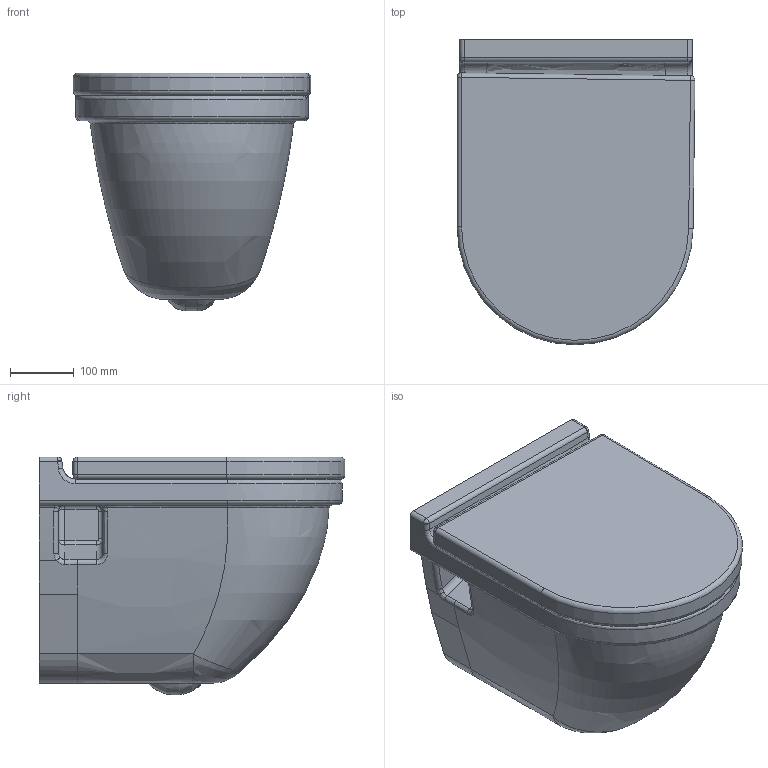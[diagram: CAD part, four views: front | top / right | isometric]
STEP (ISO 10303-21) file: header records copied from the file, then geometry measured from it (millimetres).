
FILE_DESCRIPTION((''),'2;1');
FILE_NAME('220209.stp','2007-08-04T15:42:48',('Huebner'),(''),'Autodesk Inventor 11','Autodesk Inventor 11','');
FILE_SCHEMA(('AUTOMOTIVE_DESIGN { 1 0 10303 214 1 1 1 1 }'));
Length unit declared in the file: millimetre
Products named in the file (4): 220209; 220009-1; 006381
Assembly tree (3 placements, depth 2):
  220209
    220209
    220009-1
    006381
Bounding box: 373.2 x 479.23 x 373.11 mm (x, y, z)
Volume: 29618457.3 mm3; surface area: 1216468.4 mm2
Topology: 3 solids, 4 shells, 214 faces, 515 edges, 303 vertices
Faces by surface type: bspline 79, cylinder 64, plane 50, torus 17, sphere 4
Full cylindrical faces by diameter (mm): 15 x4, 26 x2, 55 x1, 102 x1, 120 x1
Entity records: 15641 total; most frequent: CARTESIAN_POINT 11080, ORIENTED_EDGE 982, DIRECTION 811, EDGE_CURVE 491, AXIS2_PLACEMENT_3D 320, VERTEX_POINT 300, EDGE_LOOP 241, FACE_OUTER_BOUND 214
